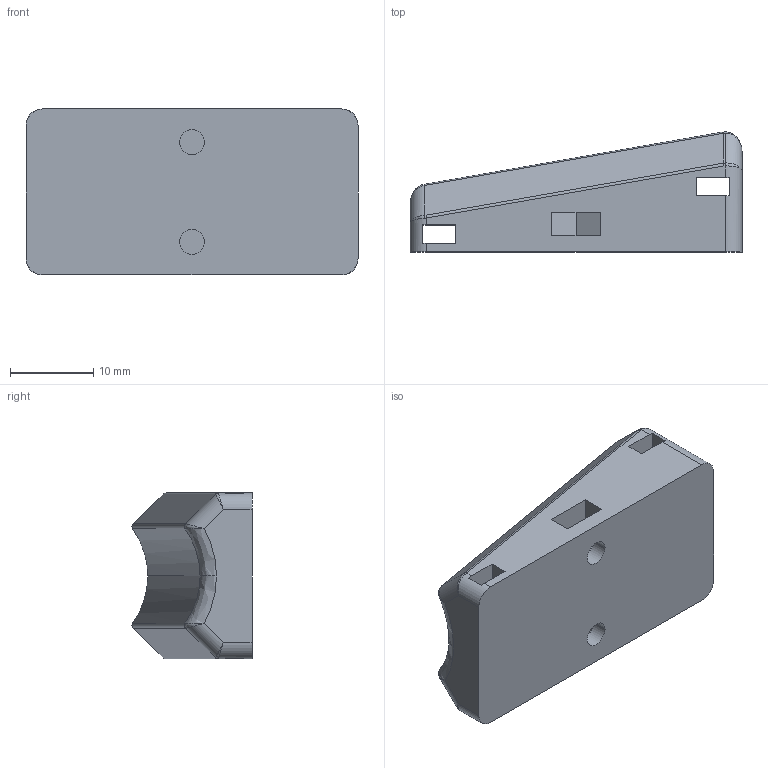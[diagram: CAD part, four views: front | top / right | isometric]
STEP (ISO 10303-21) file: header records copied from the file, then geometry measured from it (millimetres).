
FILE_DESCRIPTION (( 'USING AP203' ), '1' );
FILE_NAME ('y-bed-wire-support-carriage.STEP', '2024-07-05T14:45:56', ( '' ), ( '' ), '', '', '' );
FILE_SCHEMA (( 'CONFIG_CONTROL_DESIGN' ));
Length unit declared in the file: millimetre
Products named in the file (1): y-bed-wire-support-carriage
Bounding box: 40 x 14.47 x 20 mm (x, y, z)
Volume: 7185.5 mm3; surface area: 3453.6 mm2
Topology: 1 solids, 3 shells, 75 faces, 193 edges, 114 vertices
Faces by surface type: plane 31, cylinder 24, bspline 20
Entity records: 2696 total; most frequent: CARTESIAN_POINT 989, ORIENTED_EDGE 370, DIRECTION 301, EDGE_CURVE 185, VERTEX_POINT 114, AXIS2_PLACEMENT_3D 102, LINE 97, VECTOR 97
